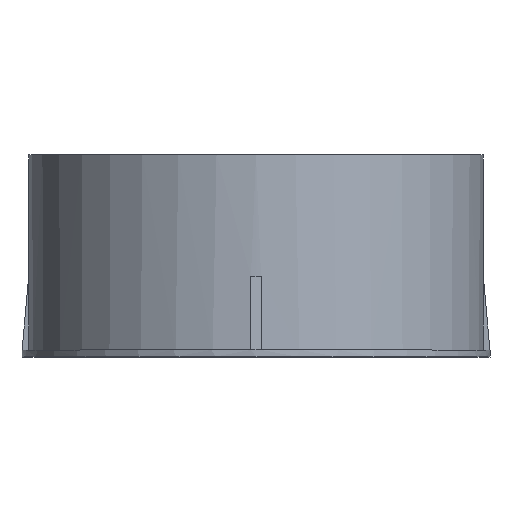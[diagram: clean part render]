
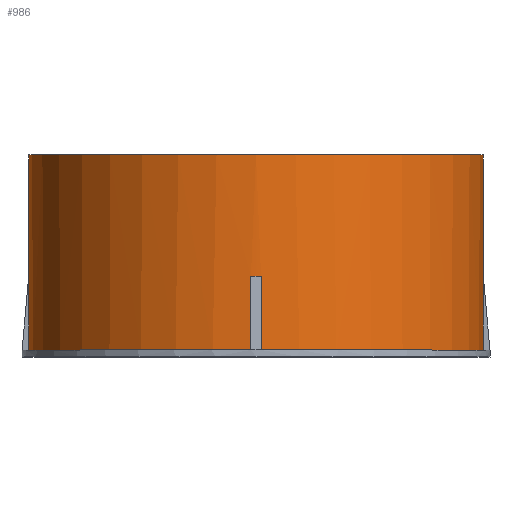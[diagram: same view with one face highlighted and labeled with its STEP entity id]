
A CAD part, top view. The second image highlights one B-rep face of the part: STEP entity #986.
In plain terms, the highlighted cylindrical face has radius 67.5 mm (diameter 135 mm), a full revolution.
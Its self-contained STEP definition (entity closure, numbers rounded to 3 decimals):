
#22=CIRCLE('',#1067,67.5);
#31=CIRCLE('',#1097,67.5);
#32=CIRCLE('',#1098,67.5);
#33=CIRCLE('',#1101,67.5);
#34=CIRCLE('',#1102,67.5);
#39=CYLINDRICAL_SURFACE('',#1096,67.5);
#42=ELLIPSE('',#1043,67.781,67.5);
#43=ELLIPSE('',#1045,67.781,67.5);
#56=ELLIPSE('',#1085,67.781,67.5);
#57=ELLIPSE('',#1090,67.781,67.5);
#58=ELLIPSE('',#1099,67.781,67.5);
#59=ELLIPSE('',#1100,67.781,67.5);
#60=ELLIPSE('',#1103,67.781,67.5);
#61=ELLIPSE('',#1104,67.781,67.5);
#90=FACE_OUTER_BOUND('',#146,.T.);
#146=EDGE_LOOP('',(#766,#767,#768,#769,#770,#771,#772,#773,#774,#775,#776,
#777,#778,#779,#780,#781,#782,#783,#784,#785,#786,#787,#788));
#180=LINE('',#1448,#282);
#192=LINE('',#1480,#294);
#225=LINE('',#1592,#327);
#237=LINE('',#1619,#339);
#243=LINE('',#1636,#345);
#244=LINE('',#1640,#346);
#245=LINE('',#1646,#347);
#246=LINE('',#1651,#348);
#247=LINE('',#1656,#349);
#282=VECTOR('',#1144,10.);
#294=VECTOR('',#1176,10.);
#327=VECTOR('',#1277,10.);
#339=VECTOR('',#1305,10.);
#345=VECTOR('',#1323,67.5);
#346=VECTOR('',#1326,10.);
#347=VECTOR('',#1331,10.);
#348=VECTOR('',#1336,10.);
#349=VECTOR('',#1341,10.);
#384=VERTEX_POINT('',#1445);
#385=VERTEX_POINT('',#1447);
#391=VERTEX_POINT('',#1462);
#392=VERTEX_POINT('',#1463);
#395=VERTEX_POINT('',#1479);
#419=VERTEX_POINT('',#1537);
#439=VERTEX_POINT('',#1590);
#440=VERTEX_POINT('',#1591);
#443=VERTEX_POINT('',#1600);
#444=VERTEX_POINT('',#1601);
#447=VERTEX_POINT('',#1618);
#452=VERTEX_POINT('',#1634);
#453=VERTEX_POINT('',#1637);
#454=VERTEX_POINT('',#1639);
#455=VERTEX_POINT('',#1641);
#456=VERTEX_POINT('',#1643);
#457=VERTEX_POINT('',#1645);
#458=VERTEX_POINT('',#1648);
#459=VERTEX_POINT('',#1650);
#460=VERTEX_POINT('',#1652);
#461=VERTEX_POINT('',#1654);
#475=EDGE_CURVE('',#385,#384,#180,.T.);
#482=EDGE_CURVE('',#391,#392,#42,.T.);
#485=EDGE_CURVE('',#392,#385,#43,.T.);
#491=EDGE_CURVE('',#395,#391,#192,.T.);
#520=EDGE_CURVE('',#395,#419,#22,.T.);
#547=EDGE_CURVE('',#439,#440,#225,.T.);
#552=EDGE_CURVE('',#443,#444,#56,.T.);
#560=EDGE_CURVE('',#440,#443,#57,.T.);
#561=EDGE_CURVE('',#444,#447,#237,.T.);
#569=EDGE_CURVE('',#452,#452,#31,.T.);
#570=EDGE_CURVE('',#452,#392,#243,.T.);
#571=EDGE_CURVE('',#453,#384,#32,.T.);
#572=EDGE_CURVE('',#453,#454,#244,.T.);
#573=EDGE_CURVE('',#454,#455,#58,.T.);
#574=EDGE_CURVE('',#455,#456,#59,.T.);
#575=EDGE_CURVE('',#456,#457,#245,.T.);
#576=EDGE_CURVE('',#439,#457,#33,.T.);
#577=EDGE_CURVE('',#458,#447,#34,.T.);
#578=EDGE_CURVE('',#458,#459,#246,.T.);
#579=EDGE_CURVE('',#459,#460,#60,.T.);
#580=EDGE_CURVE('',#460,#461,#61,.T.);
#581=EDGE_CURVE('',#461,#419,#247,.T.);
#766=ORIENTED_EDGE('',*,*,#569,.F.);
#767=ORIENTED_EDGE('',*,*,#570,.T.);
#768=ORIENTED_EDGE('',*,*,#485,.T.);
#769=ORIENTED_EDGE('',*,*,#475,.T.);
#770=ORIENTED_EDGE('',*,*,#571,.F.);
#771=ORIENTED_EDGE('',*,*,#572,.T.);
#772=ORIENTED_EDGE('',*,*,#573,.T.);
#773=ORIENTED_EDGE('',*,*,#574,.T.);
#774=ORIENTED_EDGE('',*,*,#575,.T.);
#775=ORIENTED_EDGE('',*,*,#576,.F.);
#776=ORIENTED_EDGE('',*,*,#547,.T.);
#777=ORIENTED_EDGE('',*,*,#560,.T.);
#778=ORIENTED_EDGE('',*,*,#552,.T.);
#779=ORIENTED_EDGE('',*,*,#561,.T.);
#780=ORIENTED_EDGE('',*,*,#577,.F.);
#781=ORIENTED_EDGE('',*,*,#578,.T.);
#782=ORIENTED_EDGE('',*,*,#579,.T.);
#783=ORIENTED_EDGE('',*,*,#580,.T.);
#784=ORIENTED_EDGE('',*,*,#581,.T.);
#785=ORIENTED_EDGE('',*,*,#520,.F.);
#786=ORIENTED_EDGE('',*,*,#491,.T.);
#787=ORIENTED_EDGE('',*,*,#482,.T.);
#788=ORIENTED_EDGE('',*,*,#570,.F.);
#986=ADVANCED_FACE('',(#90),#39,.T.);
#1043=AXIS2_PLACEMENT_3D('',#1464,#1156,#1157);
#1045=AXIS2_PLACEMENT_3D('',#1469,#1162,#1163);
#1067=AXIS2_PLACEMENT_3D('',#1538,#1227,#1228);
#1085=AXIS2_PLACEMENT_3D('',#1602,#1284,#1285);
#1090=AXIS2_PLACEMENT_3D('',#1616,#1301,#1302);
#1096=AXIS2_PLACEMENT_3D('',#1633,#1319,#1320);
#1097=AXIS2_PLACEMENT_3D('',#1635,#1321,#1322);
#1098=AXIS2_PLACEMENT_3D('',#1638,#1324,#1325);
#1099=AXIS2_PLACEMENT_3D('',#1642,#1327,#1328);
#1100=AXIS2_PLACEMENT_3D('',#1644,#1329,#1330);
#1101=AXIS2_PLACEMENT_3D('',#1647,#1332,#1333);
#1102=AXIS2_PLACEMENT_3D('',#1649,#1334,#1335);
#1103=AXIS2_PLACEMENT_3D('',#1653,#1337,#1338);
#1104=AXIS2_PLACEMENT_3D('',#1655,#1339,#1340);
#1144=DIRECTION('',(0.,-1.,0.));
#1156=DIRECTION('center_axis',(-0.091,0.996,0.));
#1157=DIRECTION('ref_axis',(-0.996,-0.091,0.));
#1162=DIRECTION('center_axis',(-0.091,0.996,0.));
#1163=DIRECTION('ref_axis',(-0.996,-0.091,0.));
#1176=DIRECTION('',(0.,1.,0.));
#1227=DIRECTION('center_axis',(0.,-1.,0.));
#1228=DIRECTION('ref_axis',(1.,0.,0.));
#1277=DIRECTION('',(0.,1.,0.));
#1284=DIRECTION('center_axis',(0.091,0.996,0.));
#1285=DIRECTION('ref_axis',(-0.996,0.091,0.));
#1301=DIRECTION('center_axis',(0.091,0.996,0.));
#1302=DIRECTION('ref_axis',(-0.996,0.091,0.));
#1305=DIRECTION('',(0.,-1.,0.));
#1319=DIRECTION('center_axis',(0.,1.,0.));
#1320=DIRECTION('ref_axis',(-1.,0.,0.));
#1321=DIRECTION('center_axis',(0.,1.,0.));
#1322=DIRECTION('ref_axis',(-1.,0.,0.));
#1323=DIRECTION('',(0.,-1.,0.));
#1324=DIRECTION('center_axis',(0.,-1.,0.));
#1325=DIRECTION('ref_axis',(1.,0.,0.));
#1326=DIRECTION('',(0.,1.,0.));
#1327=DIRECTION('center_axis',(0.,0.996,0.091));
#1328=DIRECTION('ref_axis',(0.,-0.091,0.996));
#1329=DIRECTION('center_axis',(0.,0.996,0.091));
#1330=DIRECTION('ref_axis',(0.,-0.091,0.996));
#1331=DIRECTION('',(0.,-1.,0.));
#1332=DIRECTION('center_axis',(0.,-1.,0.));
#1333=DIRECTION('ref_axis',(1.,0.,0.));
#1334=DIRECTION('center_axis',(0.,-1.,0.));
#1335=DIRECTION('ref_axis',(1.,0.,0.));
#1336=DIRECTION('',(0.,1.,0.));
#1337=DIRECTION('center_axis',(0.,0.996,-0.091));
#1338=DIRECTION('ref_axis',(0.,0.091,0.996));
#1339=DIRECTION('center_axis',(0.,0.996,-0.091));
#1340=DIRECTION('ref_axis',(0.,0.091,0.996));
#1341=DIRECTION('',(0.,-1.,0.));
#1445=CARTESIAN_POINT('',(67.483,2.,-1.5));
#1447=CARTESIAN_POINT('',(67.483,23.907,-1.5));
#1448=CARTESIAN_POINT('',(67.483,0.,-1.5));
#1462=CARTESIAN_POINT('',(67.483,23.907,1.5));
#1463=CARTESIAN_POINT('',(67.5,23.909,0.));
#1464=CARTESIAN_POINT('Origin',(0.,17.747,0.));
#1469=CARTESIAN_POINT('Origin',(0.,17.747,0.));
#1479=CARTESIAN_POINT('',(67.483,2.,1.5));
#1480=CARTESIAN_POINT('',(67.483,0.,1.5));
#1537=CARTESIAN_POINT('',(1.5,2.,67.483));
#1538=CARTESIAN_POINT('Origin',(0.,2.,0.));
#1590=CARTESIAN_POINT('',(-67.483,2.,-1.5));
#1591=CARTESIAN_POINT('',(-67.483,23.907,-1.5));
#1592=CARTESIAN_POINT('',(-67.483,0.,-1.5));
#1600=CARTESIAN_POINT('',(-67.5,23.909,0.));
#1601=CARTESIAN_POINT('',(-67.483,23.907,1.5));
#1602=CARTESIAN_POINT('Origin',(0.,17.747,0.));
#1616=CARTESIAN_POINT('Origin',(0.,17.747,0.));
#1618=CARTESIAN_POINT('',(-67.483,2.,1.5));
#1619=CARTESIAN_POINT('',(-67.483,0.,1.5));
#1633=CARTESIAN_POINT('Origin',(0.,0.,0.));
#1634=CARTESIAN_POINT('',(67.5,60.,0.));
#1635=CARTESIAN_POINT('Origin',(0.,60.,0.));
#1636=CARTESIAN_POINT('',(67.5,0.,0.));
#1637=CARTESIAN_POINT('',(1.5,2.,-67.483));
#1638=CARTESIAN_POINT('Origin',(0.,2.,0.));
#1639=CARTESIAN_POINT('',(1.5,23.907,-67.483));
#1640=CARTESIAN_POINT('',(1.5,0.,-67.483));
#1641=CARTESIAN_POINT('',(0.,23.909,-67.5));
#1642=CARTESIAN_POINT('Origin',(0.,17.747,0.));
#1643=CARTESIAN_POINT('',(-1.5,23.907,-67.483));
#1644=CARTESIAN_POINT('Origin',(0.,17.747,0.));
#1645=CARTESIAN_POINT('',(-1.5,2.,-67.483));
#1646=CARTESIAN_POINT('',(-1.5,0.,-67.483));
#1647=CARTESIAN_POINT('Origin',(0.,2.,0.));
#1648=CARTESIAN_POINT('',(-1.5,2.,67.483));
#1649=CARTESIAN_POINT('Origin',(0.,2.,0.));
#1650=CARTESIAN_POINT('',(-1.5,23.907,67.483));
#1651=CARTESIAN_POINT('',(-1.5,0.,67.483));
#1652=CARTESIAN_POINT('',(0.,23.909,67.5));
#1653=CARTESIAN_POINT('Origin',(0.,17.747,0.));
#1654=CARTESIAN_POINT('',(1.5,23.907,67.483));
#1655=CARTESIAN_POINT('Origin',(0.,17.747,0.));
#1656=CARTESIAN_POINT('',(1.5,0.,67.483));
